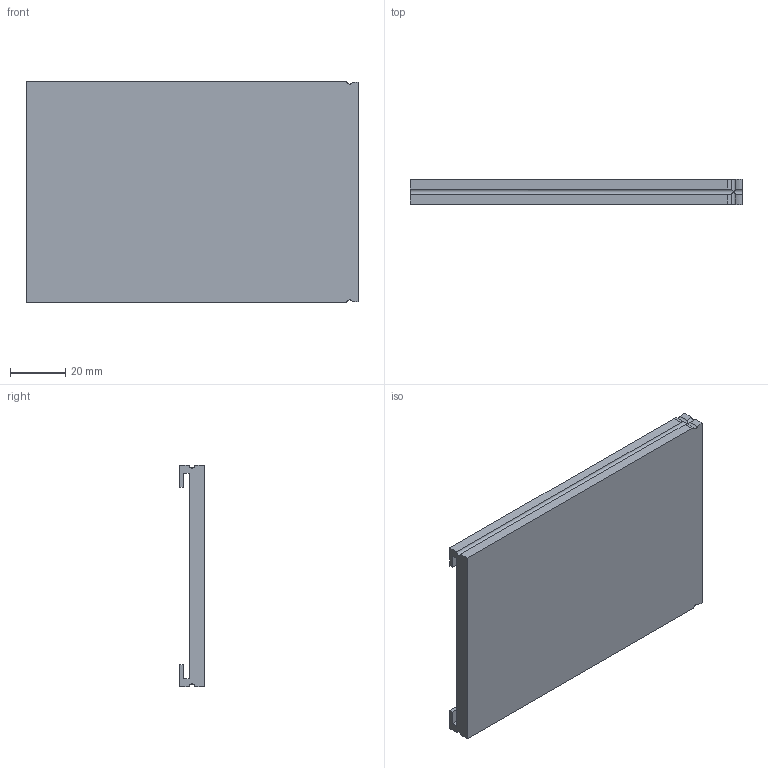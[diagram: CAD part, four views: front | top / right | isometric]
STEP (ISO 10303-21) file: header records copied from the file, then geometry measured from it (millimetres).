
FILE_DESCRIPTION(/* description */ (''),/* implementation_level */ '2;1');
FILE_NAME(/* name */ 'sleep_monitor_flies_basefood_3_clean.stp',/* time_stamp */ '2015-03-12T11:00:00+00:00',/* author */ ('asterix'),/* organization */ (''),/* preprocessor_version */ 'ST-DEVELOPER v15.2',/* originating_system */ 'Autodesk Inventor 2014',/* authorisation */ '');
FILE_SCHEMA (('AUTOMOTIVE_DESIGN { 1 0 10303 214 3 1 1 }'));
Length unit declared in the file: millimetre
Products named in the file (1): sleep_monitor_flies_basefood_3_clean
Bounding box: 120 x 9 x 80 mm (x, y, z)
Volume: 56375.8 mm3; surface area: 25911.1 mm2
Topology: 1 solids, 1 shells, 43 faces, 109 edges, 72 vertices
Faces by surface type: plane 24, cylinder 19
Full cylindrical faces by diameter (mm): 4 x3
Entity records: 1343 total; most frequent: CARTESIAN_POINT 278, DIRECTION 216, ORIENTED_EDGE 212, EDGE_CURVE 106, AXIS2_PLACEMENT_3D 74, VERTEX_POINT 72, LINE 68, VECTOR 68
